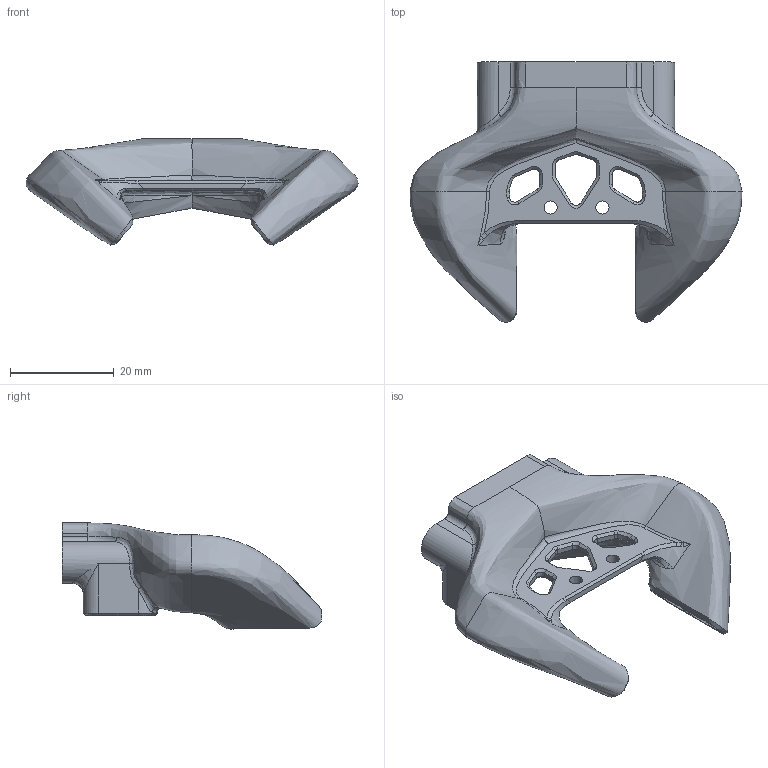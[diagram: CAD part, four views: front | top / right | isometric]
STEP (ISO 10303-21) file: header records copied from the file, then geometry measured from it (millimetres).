
FILE_DESCRIPTION(/* description */ (''),/* implementation_level */ '2;1');
FILE_NAME(/* name */ 'Goliath short Duct Beacon.step',/* time_stamp */ '2023-02-04T14:47:38-05:00',/* author */ (''),/* organization */ (''),/* preprocessor_version */ 'ST-DEVELOPER v19.2',/* originating_system */ 'Autodesk Translation Framework v11.17.0.187',/* authorisation */ '');
FILE_SCHEMA (('AUTOMOTIVE_DESIGN { 1 0 10303 214 3 1 1 }'));
Length unit declared in the file: millimetre
Products named in the file (1): Goliath short Duct Beacon
Bounding box: 64.01 x 50.12 x 20.46 mm (x, y, z)
Volume: 8376.6 mm3; surface area: 10272.6 mm2
Topology: 1 solids, 1 shells, 281 faces, 743 edges, 453 vertices
Faces by surface type: bspline 167, plane 71, cylinder 25, cone 16, torus 2
Full cylindrical faces by diameter (mm): 2.529 x2, 4.4 x4
Entity records: 17514 total; most frequent: CARTESIAN_POINT 11877, ORIENTED_EDGE 1468, EDGE_CURVE 734, DIRECTION 625, VERTEX_POINT 453, B_SPLINE_CURVE_WITH_KNOTS 419, EDGE_LOOP 299, FACE_OUTER_BOUND 281
